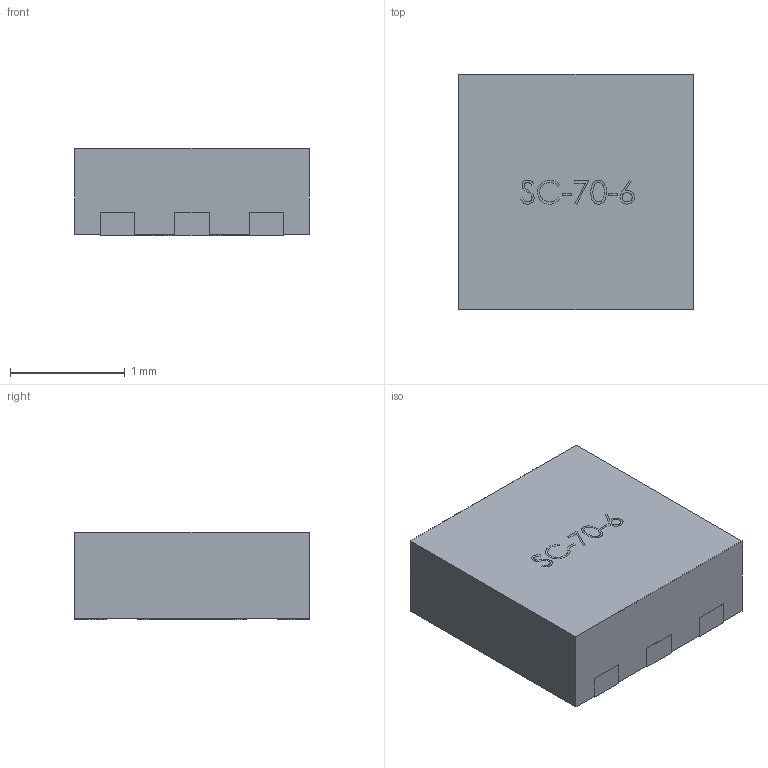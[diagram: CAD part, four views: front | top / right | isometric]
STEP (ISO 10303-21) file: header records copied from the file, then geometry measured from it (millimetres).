
FILE_DESCRIPTION( ( '' ), ' ' );
FILE_NAME( '5853d2c7426d93104baa1096.step', '2016-12-16T11:40:55', ( '' ), ( '' ), ' ', ' ', ' ' );
FILE_SCHEMA( ( 'AUTOMOTIVE_DESIGN { 1 0 10303 214 1 1 1 1 }' ) );
Length unit declared in the file: metre
Products named in the file (1): Open CASCADE STEP translator 6.8 1
Bounding box: 2.05 x 2.05 x 0.76 mm (x, y, z)
Volume: 3.2 mm3; surface area: 14.7 mm2
Topology: 1 solids, 1 shells, 70 faces, 237 edges, 180 vertices
Faces by surface type: plane 55, cylinder 15
Entity records: 4450 total; most frequent: CARTESIAN_POINT 661, ORIENTED_EDGE 474, DIRECTION 349, STYLED_ITEM 307, PRESENTATION_STYLE_ASSIGNMENT 307, COLOUR_RGB 307, EDGE_CURVE 237, CURVE_STYLE 237
